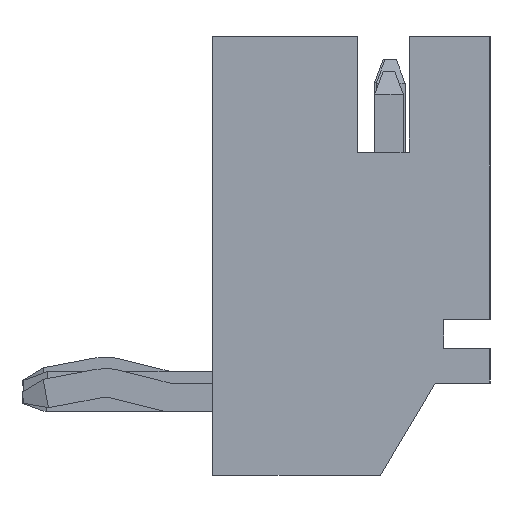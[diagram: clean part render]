
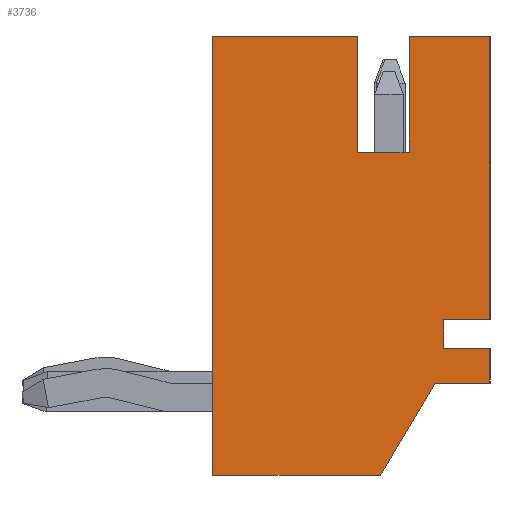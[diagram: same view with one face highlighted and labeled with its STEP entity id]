
A CAD part, left-side view. The second image highlights one B-rep face of the part: STEP entity #3736.
In plain terms, the highlighted planar face has unit normal (-1, 0, 0).
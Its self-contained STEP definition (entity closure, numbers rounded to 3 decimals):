
#504=ORIENTED_EDGE('',*,*,#1497,.F.);
#505=ORIENTED_EDGE('',*,*,#1498,.F.);
#506=ORIENTED_EDGE('',*,*,#1499,.F.);
#507=ORIENTED_EDGE('',*,*,#1500,.T.);
#508=ORIENTED_EDGE('',*,*,#1456,.T.);
#509=ORIENTED_EDGE('',*,*,#1501,.F.);
#510=ORIENTED_EDGE('',*,*,#1502,.F.);
#511=ORIENTED_EDGE('',*,*,#1439,.T.);
#512=ORIENTED_EDGE('',*,*,#1273,.T.);
#513=ORIENTED_EDGE('',*,*,#1503,.T.);
#514=ORIENTED_EDGE('',*,*,#1504,.T.);
#515=ORIENTED_EDGE('',*,*,#1505,.T.);
#516=ORIENTED_EDGE('',*,*,#1464,.T.);
#517=ORIENTED_EDGE('',*,*,#1461,.T.);
#1273=EDGE_CURVE('',#1811,#1810,#2168,.T.);
#1439=EDGE_CURVE('',#1931,#1811,#2321,.T.);
#1456=EDGE_CURVE('',#1942,#1941,#2337,.T.);
#1461=EDGE_CURVE('',#1947,#1946,#2342,.T.);
#1464=EDGE_CURVE('',#1949,#1947,#2345,.T.);
#1497=EDGE_CURVE('',#1973,#1946,#2378,.T.);
#1498=EDGE_CURVE('',#1974,#1973,#2379,.T.);
#1499=EDGE_CURVE('',#1975,#1974,#2380,.T.);
#1500=EDGE_CURVE('',#1975,#1942,#2381,.T.);
#1501=EDGE_CURVE('',#1976,#1941,#2382,.T.);
#1502=EDGE_CURVE('',#1931,#1976,#2383,.T.);
#1503=EDGE_CURVE('',#1810,#1977,#2384,.T.);
#1504=EDGE_CURVE('',#1977,#1978,#2385,.T.);
#1505=EDGE_CURVE('',#1978,#1949,#2386,.T.);
#1810=VERTEX_POINT('',#5280);
#1811=VERTEX_POINT('',#5282);
#1931=VERTEX_POINT('',#5609);
#1941=VERTEX_POINT('',#5641);
#1942=VERTEX_POINT('',#5643);
#1946=VERTEX_POINT('',#5652);
#1947=VERTEX_POINT('',#5654);
#1949=VERTEX_POINT('',#5660);
#1973=VERTEX_POINT('',#5721);
#1974=VERTEX_POINT('',#5723);
#1975=VERTEX_POINT('',#5725);
#1976=VERTEX_POINT('',#5728);
#1977=VERTEX_POINT('',#5731);
#1978=VERTEX_POINT('',#5733);
#2168=LINE('',#5281,#2669);
#2321=LINE('',#5608,#2822);
#2337=LINE('',#5642,#2838);
#2342=LINE('',#5653,#2843);
#2345=LINE('',#5659,#2846);
#2378=LINE('',#5720,#2879);
#2379=LINE('',#5722,#2880);
#2380=LINE('',#5724,#2881);
#2381=LINE('',#5726,#2882);
#2382=LINE('',#5727,#2883);
#2383=LINE('',#5729,#2884);
#2384=LINE('',#5730,#2885);
#2385=LINE('',#5732,#2886);
#2386=LINE('',#5734,#2887);
#2669=VECTOR('',#4233,1000.);
#2822=VECTOR('',#4494,1000.);
#2838=VECTOR('',#4524,1000.);
#2843=VECTOR('',#4531,1000.);
#2846=VECTOR('',#4536,1000.);
#2879=VECTOR('',#4577,1000.);
#2880=VECTOR('',#4578,1000.);
#2881=VECTOR('',#4579,1000.);
#2882=VECTOR('',#4580,1000.);
#2883=VECTOR('',#4581,1000.);
#2884=VECTOR('',#4582,1000.);
#2885=VECTOR('',#4583,1000.);
#2886=VECTOR('',#4584,1000.);
#2887=VECTOR('',#4585,1000.);
#3160=EDGE_LOOP('',(#504,#505,#506,#507,#508,#509,#510,#511,#512,#513,#514,
#515,#516,#517));
#3367=FACE_BOUND('',#3160,.T.);
#3565=PLANE('',#3979);
#3736=ADVANCED_FACE('',(#3367),#3565,.T.);
#3979=AXIS2_PLACEMENT_3D('',#5719,#4575,#4576);
#4233=DIRECTION('',(0.,0.,1.));
#4494=DIRECTION('',(0.,-1.,0.));
#4524=DIRECTION('',(0.,0.,-1.));
#4531=DIRECTION('',(0.,1.,0.));
#4536=DIRECTION('',(0.,0.,1.));
#4575=DIRECTION('',(-1.,0.,0.));
#4576=DIRECTION('',(0.,0.,1.));
#4577=DIRECTION('',(0.,0.,1.));
#4578=DIRECTION('',(0.,-1.,0.));
#4579=DIRECTION('',(0.,0.,-1.));
#4580=DIRECTION('',(0.,1.,0.));
#4581=DIRECTION('',(0.,1.,0.));
#4582=DIRECTION('',(0.,0.511,-0.86));
#4583=DIRECTION('',(0.,1.,0.));
#4584=DIRECTION('',(0.,0.,1.));
#4585=DIRECTION('',(0.,-1.,0.));
#5280=CARTESIAN_POINT('',(-8.,-2.4,-2.4));
#5281=CARTESIAN_POINT('',(-8.,-2.4,-3.));
#5282=CARTESIAN_POINT('',(-8.,-2.4,-3.));
#5608=CARTESIAN_POINT('',(-8.,2.4,-3.));
#5609=CARTESIAN_POINT('',(-8.,-1.45,-3.));
#5641=CARTESIAN_POINT('',(-8.,2.4,-4.6));
#5642=CARTESIAN_POINT('',(-8.,2.4,3.));
#5643=CARTESIAN_POINT('',(-8.,2.4,3.));
#5652=CARTESIAN_POINT('',(-8.,-1.,3.));
#5653=CARTESIAN_POINT('',(-8.,-2.4,3.));
#5654=CARTESIAN_POINT('',(-8.,-2.4,3.));
#5659=CARTESIAN_POINT('',(-8.,-2.4,-3.));
#5660=CARTESIAN_POINT('',(-8.,-2.4,-1.9));
#5719=CARTESIAN_POINT('',(-8.,0.,0.));
#5720=CARTESIAN_POINT('',(-8.,-1.,1.));
#5721=CARTESIAN_POINT('',(-8.,-1.,1.));
#5722=CARTESIAN_POINT('',(-8.,-0.1,1.));
#5723=CARTESIAN_POINT('',(-8.,-0.1,1.));
#5724=CARTESIAN_POINT('',(-8.,-0.1,3.));
#5725=CARTESIAN_POINT('',(-8.,-0.1,3.));
#5726=CARTESIAN_POINT('',(-8.,-2.4,3.));
#5727=CARTESIAN_POINT('',(-8.,-0.5,-4.6));
#5728=CARTESIAN_POINT('',(-8.,-0.5,-4.6));
#5729=CARTESIAN_POINT('',(-8.,-1.45,-3.));
#5730=CARTESIAN_POINT('',(-8.,0.,-2.4));
#5731=CARTESIAN_POINT('',(-8.,-1.6,-2.4));
#5732=CARTESIAN_POINT('',(-8.,-1.6,0.));
#5733=CARTESIAN_POINT('',(-8.,-1.6,-1.9));
#5734=CARTESIAN_POINT('',(-8.,0.,-1.9));
